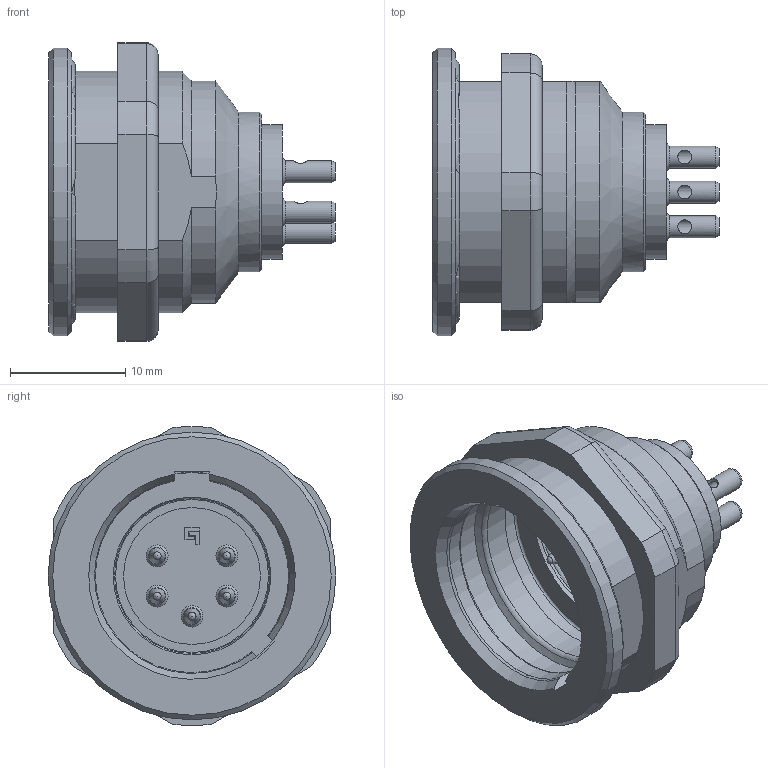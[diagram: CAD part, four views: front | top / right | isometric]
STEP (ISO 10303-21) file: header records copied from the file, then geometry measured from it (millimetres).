
FILE_DESCRIPTION(/* description */ (''),/* implementation_level */ '2;1');
FILE_NAME(/* name */ '09 4815 15 05 001_00.stp',/* time_stamp */ '2014-05-19T08:39:04+02:00',/* author */ (''),/* organization */ (''),/* preprocessor_version */ 'ST-DEVELOPER v14',/* originating_system */ 'SIEMENS PLM Software NX 8.0',/* authorisation */ '');
FILE_SCHEMA (('AP203_CONFIGURATION_CONTROLLED_3D_DESIGN_OF_MECHANICAL_PARTS_AND_ASSEMBLIES_MIM_LF { 1 0 10303 403 2 1 2}'));
Length unit declared in the file: millimetre
Products named in the file (1): cerl0A6C442Et5vv
Bounding box: 24.9 x 25 x 25.98 mm (x, y, z)
Volume: 3246.7 mm3; surface area: 4214.4 mm2
Topology: 1 solids, 1 shells, 194 faces, 468 edges, 294 vertices
Faces by surface type: plane 65, cylinder 60, cone 39, torus 20, bspline 10
Full cylindrical faces by diameter (mm): 1.2 x5, 1.4 x5, 1.49 x5, 1.9 x5, 11.7 x1, 11.9 x1, 12.75 x1, 12.85 x1, 13.7 x3, 13.9 x1, 13.95 x2, 16.6 x1, 18.4 x1, 21.2 x1, 25 x1
Entity records: 6314 total; most frequent: CARTESIAN_POINT 2214, DIRECTION 822, ORIENTED_EDGE 710, EDGE_CURVE 355, AXIS2_PLACEMENT_3D 344, EDGE_LOOP 312, VERTEX_POINT 272, FACE_BOUND 226
